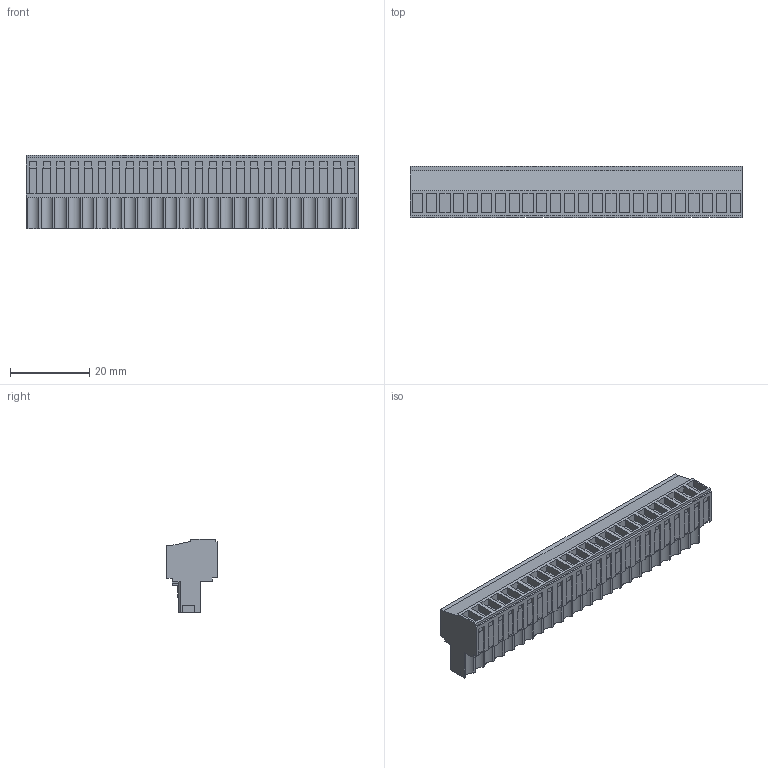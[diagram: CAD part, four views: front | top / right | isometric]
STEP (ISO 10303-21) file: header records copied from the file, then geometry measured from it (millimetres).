
FILE_DESCRIPTION(('CATIA V5 STEP Exchange','CAx-IF Rec.Pracs.--- Model Styling and Organization---1.2---2011-12-15'),'2;1');
FILE_NAME ('D1453641_0_1620360000_1620360000.stp','2017-04-25T09:41:31+00:00',('none'),('Weidmueller'),'CATIA Version 5-6 Release 2014','CATIA V5 STEP AP214','none');
FILE_SCHEMA(('AUTOMOTIVE_DESIGN { 1 0 10303 214 1 1 1 1 }'));
Length unit declared in the file: millimetre
Products named in the file (1): 1620360000
Bounding box: 84 x 12.9 x 18.7 mm (x, y, z)
Volume: 12410.7 mm3; surface area: 9339.5 mm2
Topology: 25 solids, 25 shells, 1411 faces, 3979 edges, 2714 vertices
Faces by surface type: plane 1267, cylinder 144
Entity records: 41095 total; most frequent: ORIENTED_EDGE 7958, CARTESIAN_POINT 7350, DIRECTION 5291, EDGE_CURVE 3979, VECTOR 3451, LINE 3451, VERTEX_POINT 2714, EDGE_LOOP 1507
